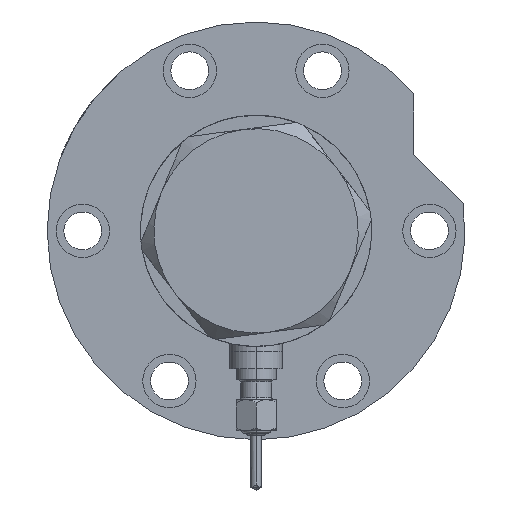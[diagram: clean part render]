
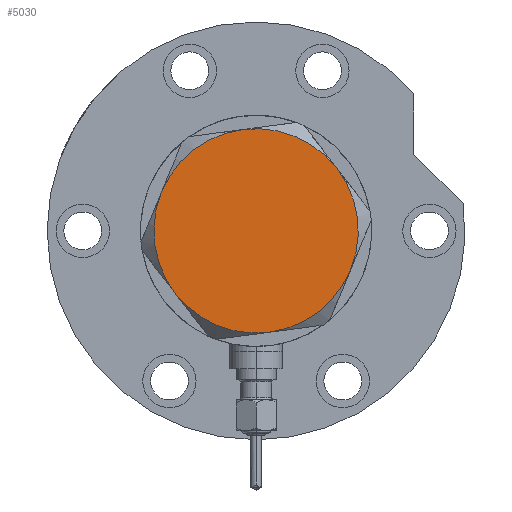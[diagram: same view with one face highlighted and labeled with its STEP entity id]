
A CAD part, left-side view. The second image highlights one B-rep face of the part: STEP entity #5030.
In plain terms, the highlighted face is planar.
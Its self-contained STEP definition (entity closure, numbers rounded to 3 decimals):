
#252 = EDGE_LOOP ( 'NONE', ( #1623, #7641, #8465, #6029, #5246, #5952 ) ) ;
#272 = PLANE ( 'NONE',  #3661 ) ;
#658 = EDGE_CURVE ( 'NONE', #671, #8137, #4689, .T. ) ;
#671 = VERTEX_POINT ( 'NONE', #5898 ) ;
#765 = CARTESIAN_POINT ( 'NONE',  ( -11.5, 19.919, 9. ) ) ;
#774 = CIRCLE ( 'NONE', #3543, 23. ) ;
#910 = DIRECTION ( 'NONE',  ( 1., 0., 0. ) ) ;
#1361 = DIRECTION ( 'NONE',  ( 1., 0., 0. ) ) ;
#1422 = CIRCLE ( 'NONE', #2542, 23. ) ;
#1623 = ORIENTED_EDGE ( 'NONE', *, *, #2678, .T. ) ;
#1841 = EDGE_CURVE ( 'NONE', #6824, #4466, #5258, .T. ) ;
#1960 = CIRCLE ( 'NONE', #7472, 23. ) ;
#1978 = CARTESIAN_POINT ( 'NONE',  ( 0., 0., 9. ) ) ;
#2542 = AXIS2_PLACEMENT_3D ( 'NONE', #5590, #7438, #910 ) ;
#2678 = EDGE_CURVE ( 'NONE', #6092, #671, #1960, .T. ) ;
#2956 = CARTESIAN_POINT ( 'NONE',  ( 0., 0., 9. ) ) ;
#3114 = DIRECTION ( 'NONE',  ( 1., 0., 0. ) ) ;
#3233 = DIRECTION ( 'NONE',  ( 0., 0., 1. ) ) ;
#3543 = AXIS2_PLACEMENT_3D ( 'NONE', #8321, #7013, #3114 ) ;
#3648 = FACE_OUTER_BOUND ( 'NONE', #252, .T. ) ;
#3661 = AXIS2_PLACEMENT_3D ( 'NONE', #2956, #8034, #4769 ) ;
#3712 = DIRECTION ( 'NONE',  ( 1., 0., 0. ) ) ;
#4131 = AXIS2_PLACEMENT_3D ( 'NONE', #8382, #6501, #7869 ) ;
#4466 = VERTEX_POINT ( 'NONE', #8123 ) ;
#4518 = CIRCLE ( 'NONE', #8503, 23. ) ;
#4519 = DIRECTION ( 'NONE',  ( 0., 0., 1. ) ) ;
#4689 = CIRCLE ( 'NONE', #4131, 23. ) ;
#4769 = DIRECTION ( 'NONE',  ( 1., 0., 0. ) ) ;
#4935 = EDGE_CURVE ( 'NONE', #7451, #6092, #1422, .T. ) ;
#5030 = ADVANCED_FACE ( 'NONE', ( #3648 ), #272, .T. ) ;
#5041 = CARTESIAN_POINT ( 'NONE',  ( 11.5, -19.919, 9. ) ) ;
#5246 = ORIENTED_EDGE ( 'NONE', *, *, #6773, .T. ) ;
#5258 = CIRCLE ( 'NONE', #5678, 23. ) ;
#5590 = CARTESIAN_POINT ( 'NONE',  ( 0., 0., 9. ) ) ;
#5663 = CARTESIAN_POINT ( 'NONE',  ( 0., 0., 9. ) ) ;
#5678 = AXIS2_PLACEMENT_3D ( 'NONE', #1978, #3233, #1361 ) ;
#5898 = CARTESIAN_POINT ( 'NONE',  ( 23., 0., 9. ) ) ;
#5952 = ORIENTED_EDGE ( 'NONE', *, *, #4935, .T. ) ;
#6029 = ORIENTED_EDGE ( 'NONE', *, *, #1841, .T. ) ;
#6092 = VERTEX_POINT ( 'NONE', #5041 ) ;
#6501 = DIRECTION ( 'NONE',  ( 0., 0., 1. ) ) ;
#6747 = CARTESIAN_POINT ( 'NONE',  ( 11.5, 19.919, 9. ) ) ;
#6773 = EDGE_CURVE ( 'NONE', #4466, #7451, #774, .T. ) ;
#6803 = CARTESIAN_POINT ( 'NONE',  ( -11.5, -19.919, 9. ) ) ;
#6824 = VERTEX_POINT ( 'NONE', #765 ) ;
#7013 = DIRECTION ( 'NONE',  ( 0., 0., 1. ) ) ;
#7117 = DIRECTION ( 'NONE',  ( 0., 0., 1. ) ) ;
#7177 = EDGE_CURVE ( 'NONE', #8137, #6824, #4518, .T. ) ;
#7438 = DIRECTION ( 'NONE',  ( 0., 0., 1. ) ) ;
#7451 = VERTEX_POINT ( 'NONE', #6803 ) ;
#7472 = AXIS2_PLACEMENT_3D ( 'NONE', #7761, #7117, #8302 ) ;
#7641 = ORIENTED_EDGE ( 'NONE', *, *, #658, .T. ) ;
#7761 = CARTESIAN_POINT ( 'NONE',  ( 0., 0., 9. ) ) ;
#7869 = DIRECTION ( 'NONE',  ( 1., 0., 0. ) ) ;
#8034 = DIRECTION ( 'NONE',  ( 0., 0., 1. ) ) ;
#8123 = CARTESIAN_POINT ( 'NONE',  ( -23., 0., 9. ) ) ;
#8137 = VERTEX_POINT ( 'NONE', #6747 ) ;
#8302 = DIRECTION ( 'NONE',  ( 1., 0., 0. ) ) ;
#8321 = CARTESIAN_POINT ( 'NONE',  ( 0., 0., 9. ) ) ;
#8382 = CARTESIAN_POINT ( 'NONE',  ( 0., 0., 9. ) ) ;
#8465 = ORIENTED_EDGE ( 'NONE', *, *, #7177, .T. ) ;
#8503 = AXIS2_PLACEMENT_3D ( 'NONE', #5663, #4519, #3712 ) ;
